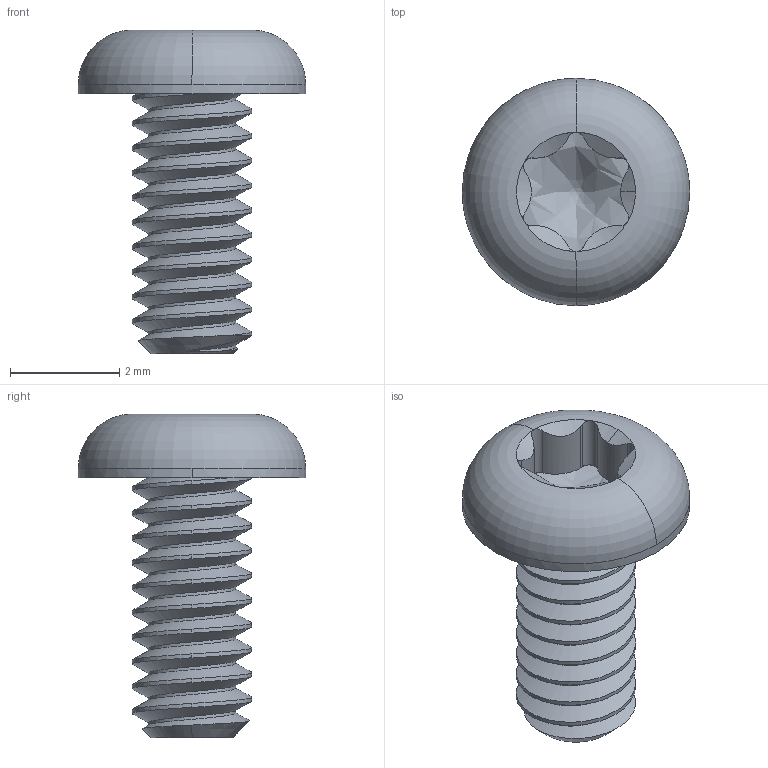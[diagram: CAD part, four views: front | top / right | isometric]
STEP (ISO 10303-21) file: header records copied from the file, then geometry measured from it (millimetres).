
FILE_DESCRIPTION (( 'STEP AP203' ), '1' );
FILE_NAME ('90910A680.step', '2012-07-03T20:53:38', ( 'Admin' ), ( 'Microsoft' ), 'SwSTEP 2.0', 'SolidWorks 2012', '' );
FILE_SCHEMA (( 'CONFIG_CONTROL_DESIGN' ));
Length unit declared in the file: inch
Products named in the file (1): 90910A680
Bounding box: 4.17 x 4.17 x 5.93 mm (x, y, z)
Volume: 23.8 mm3; surface area: 91.8 mm2
Topology: 1 solids, 1 shells, 57 faces, 152 edges, 98 vertices
Faces by surface type: cylinder 39, cone 10, bspline 4, torus 2, plane 2
Entity records: 3556 total; most frequent: CARTESIAN_POINT 2289, ORIENTED_EDGE 304, DIRECTION 182, EDGE_CURVE 152, VERTEX_POINT 98, AXIS2_PLACEMENT_3D 70, EDGE_LOOP 58, ADVANCED_FACE 57
